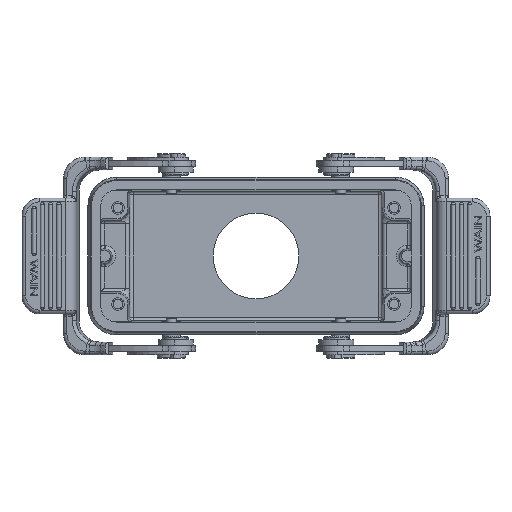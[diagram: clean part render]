
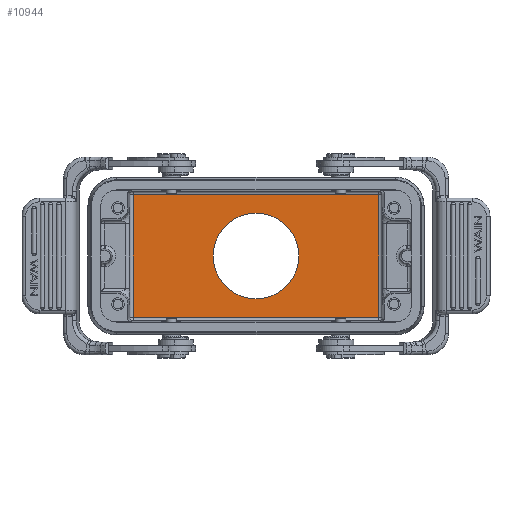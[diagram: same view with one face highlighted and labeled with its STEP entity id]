
A CAD part, front view. The second image highlights one B-rep face of the part: STEP entity #10944.
In plain terms, the highlighted planar face has unit normal (0, -1, 0).
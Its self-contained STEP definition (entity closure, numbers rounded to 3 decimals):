
#8019=CIRCLE('',#36733,12.);
#8020=CIRCLE('',#36734,12.);
#8693=FACE_BOUND('',#14124,.T.);
#8694=FACE_BOUND('',#14125,.T.);
#9349=PLANE('',#36735);
#10944=ADVANCED_FACE('',(#8693,#8694),#9349,.F.);
#14124=EDGE_LOOP('',(#19981,#19982));
#14125=EDGE_LOOP('',(#19983,#19984,#19985,#19986));
#19981=ORIENTED_EDGE('',*,*,#29159,.F.);
#19982=ORIENTED_EDGE('',*,*,#29160,.F.);
#19983=ORIENTED_EDGE('',*,*,#29036,.T.);
#19984=ORIENTED_EDGE('',*,*,#29033,.T.);
#19985=ORIENTED_EDGE('',*,*,#29028,.T.);
#19986=ORIENTED_EDGE('',*,*,#29158,.T.);
#25603=VERTEX_POINT('',#52594);
#25622=VERTEX_POINT('',#53084);
#25623=VERTEX_POINT('',#53090);
#25624=VERTEX_POINT('',#53097);
#25702=VERTEX_POINT('',#53499);
#25703=VERTEX_POINT('',#53500);
#29028=EDGE_CURVE('',#25622,#25603,#32296,.T.);
#29033=EDGE_CURVE('',#25623,#25622,#32298,.T.);
#29036=EDGE_CURVE('',#25624,#25623,#32299,.T.);
#29158=EDGE_CURVE('',#25603,#25624,#32381,.T.);
#29159=EDGE_CURVE('',#25702,#25703,#8019,.T.);
#29160=EDGE_CURVE('',#25703,#25702,#8020,.T.);
#32296=LINE('',#53083,#34531);
#32298=LINE('',#53092,#34533);
#32299=LINE('',#53098,#34534);
#32381=LINE('',#53496,#34616);
#34531=VECTOR('',#41645,1.);
#34533=VECTOR('',#41657,1.);
#34534=VECTOR('',#41666,1.);
#34616=VECTOR('',#41882,1.);
#36733=AXIS2_PLACEMENT_3D('',#53498,#41885,#41886);
#36734=AXIS2_PLACEMENT_3D('',#53501,#41887,#41888);
#36735=AXIS2_PLACEMENT_3D('',#53502,#41889,#41890);
#41645=DIRECTION('',(0.,0.,1.));
#41657=DIRECTION('',(1.,0.,0.));
#41666=DIRECTION('',(0.,0.,-1.));
#41882=DIRECTION('',(-1.,0.,0.));
#41885=DIRECTION('',(0.,-1.,0.));
#41886=DIRECTION('',(1.,0.,0.));
#41887=DIRECTION('',(0.,-1.,0.));
#41888=DIRECTION('',(-1.,0.,0.));
#41889=DIRECTION('',(0.,1.,0.));
#41890=DIRECTION('',(1.,0.,0.));
#52594=CARTESIAN_POINT('',(34.445,43.,17.222));
#53083=CARTESIAN_POINT('',(34.445,43.,-17.222));
#53084=CARTESIAN_POINT('',(34.445,43.,-17.222));
#53090=CARTESIAN_POINT('',(-34.445,43.,-17.222));
#53092=CARTESIAN_POINT('',(-34.445,43.,-17.222));
#53097=CARTESIAN_POINT('',(-34.445,43.,17.222));
#53098=CARTESIAN_POINT('',(-34.445,43.,17.222));
#53496=CARTESIAN_POINT('',(34.445,43.,17.222));
#53498=CARTESIAN_POINT('',(0.,43.,0.));
#53499=CARTESIAN_POINT('',(12.,43.,0.));
#53500=CARTESIAN_POINT('',(-12.,43.,0.));
#53501=CARTESIAN_POINT('',(0.,43.,0.));
#53502=CARTESIAN_POINT('',(45.5,43.,-21.5));
